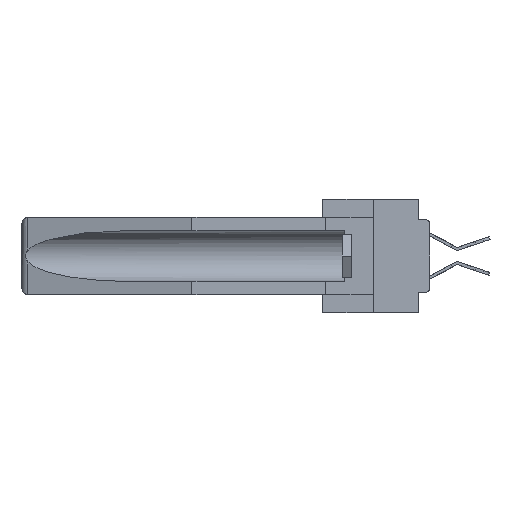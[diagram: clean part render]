
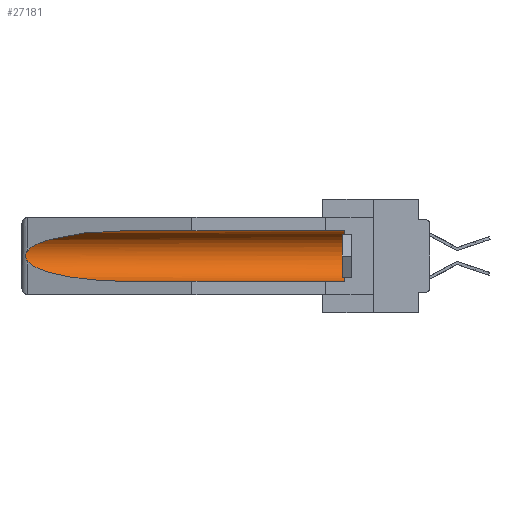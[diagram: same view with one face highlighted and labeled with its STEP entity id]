
A CAD part, left-side view. The second image highlights one B-rep face of the part: STEP entity #27181.
In plain terms, the highlighted cylindrical face has radius 2.857 mm (diameter 5.715 mm), a partial arc.
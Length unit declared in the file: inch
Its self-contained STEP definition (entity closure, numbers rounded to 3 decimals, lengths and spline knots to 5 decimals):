
#720 = EDGE_CURVE ( 'NONE', #7576, #13044, #5520, .T. ) ;
#1292 = CARTESIAN_POINT ( 'NONE',  ( 0.21114, 1.30732, -0.284 ) ) ;
#2247 = CARTESIAN_POINT ( 'NONE',  ( 0.26655, 1.53094, -0.18657 ) ) ;
#2412 = CARTESIAN_POINT ( 'NONE',  ( 0.26597, 1.5296, -0.19026 ) ) ;
#2438 = VERTEX_POINT ( 'NONE', #31217 ) ;
#2564 = AXIS2_PLACEMENT_3D ( 'NONE', #24505, #2682, #9929 ) ;
#2682 = DIRECTION ( 'NONE',  ( 0., 1., 0. ) ) ;
#3164 = LINE ( 'NONE', #18772, #3315 ) ;
#3315 = VECTOR ( 'NONE', #8573, 39.37008 ) ;
#4209 = CIRCLE ( 'NONE', #12450, 0.1125 ) ;
#4565 = ORIENTED_EDGE ( 'NONE', *, *, #20190, .T. ) ;
#5016 = EDGE_CURVE ( 'NONE', #12269, #2438, #3164, .T. ) ;
#5278 = CARTESIAN_POINT ( 'NONE',  ( 0.155, 0.126, -0.059 ) ) ;
#5520 =( BOUNDED_CURVE ( )  B_SPLINE_CURVE ( 3, ( #21434, #11853, #9422, #31438 ),
 .UNSPECIFIED., .F., .F. ) 
 B_SPLINE_CURVE_WITH_KNOTS ( ( 4, 4 ),
 ( 4.71239, 6.08839 ),
 .UNSPECIFIED. ) 
 CURVE ( )  GEOMETRIC_REPRESENTATION_ITEM ( )  RATIONAL_B_SPLINE_CURVE ( ( 1., 0.848, 0.848, 1. ) ) 
 REPRESENTATION_ITEM ( '' )  );
#5654 = EDGE_LOOP ( 'NONE', ( #17317, #16902, #4565, #31761, #14257, #6931 ) ) ;
#6931 = ORIENTED_EDGE ( 'NONE', *, *, #25681, .T. ) ;
#7290 = VERTEX_POINT ( 'NONE', #11938 ) ;
#7576 = VERTEX_POINT ( 'NONE', #23590 ) ;
#8573 = DIRECTION ( 'NONE',  ( 0., 1., 0. ) ) ;
#8608 = CARTESIAN_POINT ( 'NONE',  ( 0.155, -0.30754, -0.059 ) ) ;
#9016 = B_SPLINE_CURVE_WITH_KNOTS ( 'NONE', 3,
 ( #9483, #14347, #10138, #21794, #14506, #12400, #26823, #2247, #2412, #21964 ),
 .UNSPECIFIED., .F., .F.,
 ( 4, 2, 2, 2, 4 ),
 ( 0., 0.00029, 0.00058, 0.00087, 0.00117 ),
 .UNSPECIFIED. ) ;
#9422 = CARTESIAN_POINT ( 'NONE',  ( 0.25451, 1.48313, -0.09465 ) ) ;
#9483 = CARTESIAN_POINT ( 'NONE',  ( 0.26537, 1.52718, -0.14972 ) ) ;
#9929 = DIRECTION ( 'NONE',  ( 0., 0., 1. ) ) ;
#10031 = CARTESIAN_POINT ( 'NONE',  ( 0.26537, 1.52718, -0.14972 ) ) ;
#10099 = FACE_OUTER_BOUND ( 'NONE', #5654, .T. ) ;
#10138 = CARTESIAN_POINT ( 'NONE',  ( 0.26654, 1.53092, -0.15636 ) ) ;
#11853 = CARTESIAN_POINT ( 'NONE',  ( 0.21114, 1.30732, -0.059 ) ) ;
#11938 = CARTESIAN_POINT ( 'NONE',  ( 0.26537, 1.52718, -0.19328 ) ) ;
#12097 =( BOUNDED_CURVE ( )  B_SPLINE_CURVE ( 3, ( #19541, #22456, #1292, #12416 ),
 .UNSPECIFIED., .F., .F. ) 
 B_SPLINE_CURVE_WITH_KNOTS ( ( 4, 4 ),
 ( 0.1948, 1.5708 ),
 .UNSPECIFIED. ) 
 CURVE ( )  GEOMETRIC_REPRESENTATION_ITEM ( )  RATIONAL_B_SPLINE_CURVE ( ( 1., 0.848, 0.848, 1. ) ) 
 REPRESENTATION_ITEM ( '' )  );
#12269 = VERTEX_POINT ( 'NONE', #20139 ) ;
#12400 = CARTESIAN_POINT ( 'NONE',  ( 0.2675, 1.53308, -0.17534 ) ) ;
#12416 = CARTESIAN_POINT ( 'NONE',  ( 0.155, 1.07973, -0.284 ) ) ;
#12450 = AXIS2_PLACEMENT_3D ( 'NONE', #31666, #14518, #19377 ) ;
#13044 = VERTEX_POINT ( 'NONE', #10031 ) ;
#13785 = DIRECTION ( 'NONE',  ( 0., 1., 0. ) ) ;
#14257 = ORIENTED_EDGE ( 'NONE', *, *, #30995, .T. ) ;
#14347 = CARTESIAN_POINT ( 'NONE',  ( 0.26597, 1.52961, -0.15275 ) ) ;
#14506 = CARTESIAN_POINT ( 'NONE',  ( 0.2675, 1.53308, -0.16763 ) ) ;
#14518 = DIRECTION ( 'NONE',  ( 0., -1., 0. ) ) ;
#16902 = ORIENTED_EDGE ( 'NONE', *, *, #17258, .T. ) ;
#17258 = EDGE_CURVE ( 'NONE', #13044, #7290, #9016, .T. ) ;
#17317 = ORIENTED_EDGE ( 'NONE', *, *, #720, .T. ) ;
#18482 = LINE ( 'NONE', #8608, #30350 ) ;
#18772 = CARTESIAN_POINT ( 'NONE',  ( 0.155, -0.30754, -0.284 ) ) ;
#19322 = CYLINDRICAL_SURFACE ( 'NONE', #2564, 0.1125 ) ;
#19377 = DIRECTION ( 'NONE',  ( 0., 0., 1. ) ) ;
#19418 = VERTEX_POINT ( 'NONE', #5278 ) ;
#19541 = CARTESIAN_POINT ( 'NONE',  ( 0.26537, 1.52718, -0.19328 ) ) ;
#20139 = CARTESIAN_POINT ( 'NONE',  ( 0.155, 0.126, -0.284 ) ) ;
#20190 = EDGE_CURVE ( 'NONE', #7290, #2438, #12097, .T. ) ;
#21434 = CARTESIAN_POINT ( 'NONE',  ( 0.155, 1.07973, -0.059 ) ) ;
#21794 = CARTESIAN_POINT ( 'NONE',  ( 0.2673, 1.5327, -0.16383 ) ) ;
#21964 = CARTESIAN_POINT ( 'NONE',  ( 0.26537, 1.52718, -0.19328 ) ) ;
#22456 = CARTESIAN_POINT ( 'NONE',  ( 0.25451, 1.48313, -0.24835 ) ) ;
#23590 = CARTESIAN_POINT ( 'NONE',  ( 0.155, 1.07973, -0.059 ) ) ;
#24505 = CARTESIAN_POINT ( 'NONE',  ( 0.155, -0.30754, -0.1715 ) ) ;
#25681 = EDGE_CURVE ( 'NONE', #19418, #7576, #18482, .T. ) ;
#26823 = CARTESIAN_POINT ( 'NONE',  ( 0.2673, 1.53269, -0.17917 ) ) ;
#27181 = ADVANCED_FACE ( 'NONE', ( #10099 ), #19322, .F. ) ;
#30350 = VECTOR ( 'NONE', #13785, 39.37008 ) ;
#30995 = EDGE_CURVE ( 'NONE', #12269, #19418, #4209, .T. ) ;
#31217 = CARTESIAN_POINT ( 'NONE',  ( 0.155, 1.07973, -0.284 ) ) ;
#31438 = CARTESIAN_POINT ( 'NONE',  ( 0.26537, 1.52718, -0.14972 ) ) ;
#31666 = CARTESIAN_POINT ( 'NONE',  ( 0.155, 0.126, -0.1715 ) ) ;
#31761 = ORIENTED_EDGE ( 'NONE', *, *, #5016, .F. ) ;
